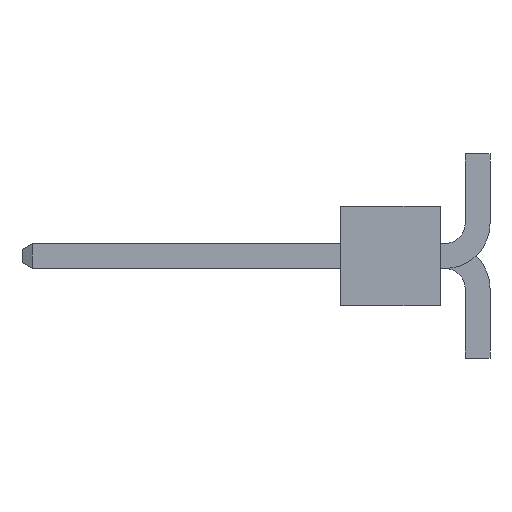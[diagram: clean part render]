
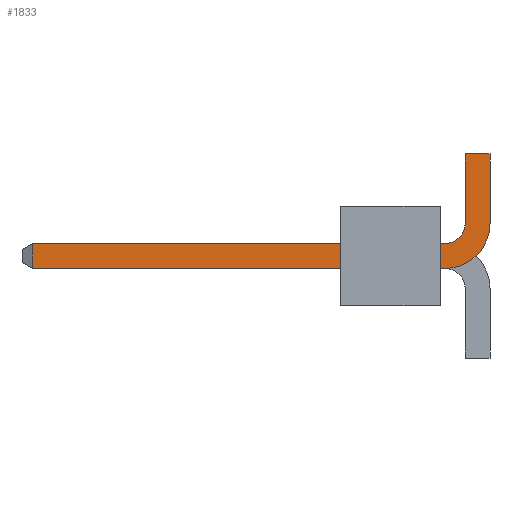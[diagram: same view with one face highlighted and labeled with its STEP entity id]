
A CAD part, left-side view. The second image highlights one B-rep face of the part: STEP entity #1833.
In plain terms, the highlighted planar face has unit normal (-1, 0, 0).
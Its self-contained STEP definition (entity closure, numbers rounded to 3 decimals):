
#16 = EDGE_CURVE ( 'NONE', #2369, #352, #463, .T. ) ;
#46 = VERTEX_POINT ( 'NONE', #2361 ) ;
#74 = ORIENTED_EDGE ( 'NONE', *, *, #552, .F. ) ;
#210 = LINE ( 'NONE', #1086, #1974 ) ;
#212 = VERTEX_POINT ( 'NONE', #230 ) ;
#221 = CARTESIAN_POINT ( 'NONE',  ( -2.857, 2.667, 0.318 ) ) ;
#230 = CARTESIAN_POINT ( 'NONE',  ( -2.857, 2.54, -0.318 ) ) ;
#300 = DIRECTION ( 'NONE',  ( 0., 0., -1. ) ) ;
#309 = VECTOR ( 'NONE', #1385, 1000. ) ;
#331 = DIRECTION ( 'NONE',  ( -1., 0., 0. ) ) ;
#332 = CARTESIAN_POINT ( 'NONE',  ( -2.857, 2.54, -0.368 ) ) ;
#346 = ORIENTED_EDGE ( 'NONE', *, *, #642, .F. ) ;
#350 = DIRECTION ( 'NONE',  ( 0., -1., 0. ) ) ;
#352 = VERTEX_POINT ( 'NONE', #1825 ) ;
#370 = DIRECTION ( 'NONE',  ( 0., 0., -1. ) ) ;
#387 = LINE ( 'NONE', #332, #2826 ) ;
#388 = AXIS2_PLACEMENT_3D ( 'NONE', #1056, #2652, #2204 ) ;
#420 = CARTESIAN_POINT ( 'NONE',  ( -2.857, 0., 2.603 ) ) ;
#423 = EDGE_CURVE ( 'NONE', #46, #2209, #1531, .T. ) ;
#439 = CARTESIAN_POINT ( 'NONE',  ( -2.857, 2.54, 0.368 ) ) ;
#443 = EDGE_CURVE ( 'NONE', #1958, #2157, #2641, .T. ) ;
#463 = LINE ( 'NONE', #2850, #2304 ) ;
#491 = VERTEX_POINT ( 'NONE', #1650 ) ;
#546 = LINE ( 'NONE', #2028, #1722 ) ;
#552 = EDGE_CURVE ( 'NONE', #674, #212, #905, .T. ) ;
#574 = DIRECTION ( 'NONE',  ( 0., 0., -1. ) ) ;
#577 = PLANE ( 'NONE',  #1889 ) ;
#579 = VECTOR ( 'NONE', #574, 1000. ) ;
#585 = EDGE_CURVE ( 'NONE', #1527, #46, #1273, .T. ) ;
#617 = CARTESIAN_POINT ( 'NONE',  ( -2.857, 1.143, -0.318 ) ) ;
#642 = EDGE_CURVE ( 'NONE', #2157, #1608, #2180, .T. ) ;
#652 = EDGE_CURVE ( 'NONE', #2075, #2209, #2467, .T. ) ;
#656 = VECTOR ( 'NONE', #1489, 1000. ) ;
#674 = VERTEX_POINT ( 'NONE', #617 ) ;
#707 = VERTEX_POINT ( 'NONE', #1319 ) ;
#788 = CARTESIAN_POINT ( 'NONE',  ( -2.857, 11.938, 0.318 ) ) ;
#791 = DIRECTION ( 'NONE',  ( 0., 0., 1. ) ) ;
#805 = ORIENTED_EDGE ( 'NONE', *, *, #1633, .F. ) ;
#816 = CARTESIAN_POINT ( 'NONE',  ( -2.857, 0., 0. ) ) ;
#822 = CARTESIAN_POINT ( 'NONE',  ( -2.857, 2.667, -0.318 ) ) ;
#834 = ORIENTED_EDGE ( 'NONE', *, *, #585, .F. ) ;
#873 = CARTESIAN_POINT ( 'NONE',  ( -2.857, 2.54, 0.368 ) ) ;
#905 = LINE ( 'NONE', #1112, #656 ) ;
#989 = CARTESIAN_POINT ( 'NONE',  ( -2.857, 0.635, 2.603 ) ) ;
#997 = EDGE_CURVE ( 'NONE', #212, #491, #2295, .T. ) ;
#998 = VECTOR ( 'NONE', #2675, 1000. ) ;
#1049 = VECTOR ( 'NONE', #791, 1000. ) ;
#1056 = CARTESIAN_POINT ( 'NONE',  ( -2.857, 1.143, 0.825 ) ) ;
#1062 = CARTESIAN_POINT ( 'NONE',  ( -2.857, 0.635, 2.603 ) ) ;
#1086 = CARTESIAN_POINT ( 'NONE',  ( -2.857, 11.678, 0. ) ) ;
#1112 = CARTESIAN_POINT ( 'NONE',  ( -2.857, 1.143, -0.318 ) ) ;
#1127 = CARTESIAN_POINT ( 'NONE',  ( -2.857, 0., 2.603 ) ) ;
#1164 = CARTESIAN_POINT ( 'NONE',  ( -2.857, 2.667, -0.368 ) ) ;
#1222 = CARTESIAN_POINT ( 'NONE',  ( -2.857, 11.678, 0.318 ) ) ;
#1256 = DIRECTION ( 'NONE',  ( 1., 0., 0. ) ) ;
#1266 = CARTESIAN_POINT ( 'NONE',  ( -2.857, 11.938, 0.318 ) ) ;
#1273 = LINE ( 'NONE', #439, #579 ) ;
#1285 = ORIENTED_EDGE ( 'NONE', *, *, #1745, .F. ) ;
#1314 = ORIENTED_EDGE ( 'NONE', *, *, #652, .T. ) ;
#1316 = DIRECTION ( 'NONE',  ( 0., 0., -1. ) ) ;
#1318 = ORIENTED_EDGE ( 'NONE', *, *, #2847, .F. ) ;
#1319 = CARTESIAN_POINT ( 'NONE',  ( -2.857, 2.667, -0.368 ) ) ;
#1342 = CARTESIAN_POINT ( 'NONE',  ( -2.857, 1.143, -0.318 ) ) ;
#1359 = EDGE_CURVE ( 'NONE', #674, #1608, #2260, .T. ) ;
#1385 = DIRECTION ( 'NONE',  ( 0., 0., 1. ) ) ;
#1394 = EDGE_LOOP ( 'NONE', ( #1285, #2439, #2346, #805, #2606, #1870, #74, #1792, #346, #2318, #1318, #1314, #2347, #834, #2614, #2127 ) ) ;
#1402 = VECTOR ( 'NONE', #2338, 1000. ) ;
#1432 = EDGE_CURVE ( 'NONE', #352, #1527, #546, .T. ) ;
#1489 = DIRECTION ( 'NONE',  ( 0., 1., 0. ) ) ;
#1527 = VERTEX_POINT ( 'NONE', #2016 ) ;
#1531 = LINE ( 'NONE', #788, #1402 ) ;
#1581 = DIRECTION ( 'NONE',  ( 0., -1., 0. ) ) ;
#1608 = VERTEX_POINT ( 'NONE', #2341 ) ;
#1633 = EDGE_CURVE ( 'NONE', #707, #2233, #2428, .T. ) ;
#1642 = VERTEX_POINT ( 'NONE', #1222 ) ;
#1645 = LINE ( 'NONE', #2563, #1049 ) ;
#1650 = CARTESIAN_POINT ( 'NONE',  ( -2.857, 2.54, -0.368 ) ) ;
#1690 = VECTOR ( 'NONE', #2646, 1000. ) ;
#1722 = VECTOR ( 'NONE', #1581, 1000. ) ;
#1745 = EDGE_CURVE ( 'NONE', #1642, #2369, #2779, .T. ) ;
#1792 = ORIENTED_EDGE ( 'NONE', *, *, #1359, .T. ) ;
#1825 = CARTESIAN_POINT ( 'NONE',  ( -2.857, 2.667, 0.368 ) ) ;
#1833 = ADVANCED_FACE ( 'NONE', ( #1943 ), #577, .F. ) ;
#1838 = CARTESIAN_POINT ( 'NONE',  ( -2.857, 1.143, 0.825 ) ) ;
#1860 = EDGE_CURVE ( 'NONE', #1642, #2382, #210, .T. ) ;
#1870 = ORIENTED_EDGE ( 'NONE', *, *, #997, .F. ) ;
#1886 = DIRECTION ( 'NONE',  ( 0., 1., 0. ) ) ;
#1889 = AXIS2_PLACEMENT_3D ( 'NONE', #816, #1256, #370 ) ;
#1894 = DIRECTION ( 'NONE',  ( 0., -1., 0. ) ) ;
#1943 = FACE_OUTER_BOUND ( 'NONE', #1394, .T. ) ;
#1958 = VERTEX_POINT ( 'NONE', #1062 ) ;
#1974 = VECTOR ( 'NONE', #1316, 1000. ) ;
#2016 = CARTESIAN_POINT ( 'NONE',  ( -2.857, 2.54, 0.368 ) ) ;
#2028 = CARTESIAN_POINT ( 'NONE',  ( -2.857, 2.667, 0.368 ) ) ;
#2075 = VERTEX_POINT ( 'NONE', #2195 ) ;
#2127 = ORIENTED_EDGE ( 'NONE', *, *, #16, .F. ) ;
#2157 = VERTEX_POINT ( 'NONE', #420 ) ;
#2177 = DIRECTION ( 'NONE',  ( 0., 0., 1. ) ) ;
#2180 = LINE ( 'NONE', #1127, #998 ) ;
#2195 = CARTESIAN_POINT ( 'NONE',  ( -2.857, 0.635, 0.825 ) ) ;
#2200 = CARTESIAN_POINT ( 'NONE',  ( -2.857, 11.678, -0.318 ) ) ;
#2204 = DIRECTION ( 'NONE',  ( 0., 0., -1. ) ) ;
#2209 = VERTEX_POINT ( 'NONE', #2833 ) ;
#2233 = VERTEX_POINT ( 'NONE', #822 ) ;
#2248 = LINE ( 'NONE', #1342, #2613 ) ;
#2260 = CIRCLE ( 'NONE', #2284, 1.143 ) ;
#2284 = AXIS2_PLACEMENT_3D ( 'NONE', #1838, #331, #300 ) ;
#2295 = LINE ( 'NONE', #873, #1690 ) ;
#2304 = VECTOR ( 'NONE', #2177, 1000. ) ;
#2318 = ORIENTED_EDGE ( 'NONE', *, *, #443, .F. ) ;
#2338 = DIRECTION ( 'NONE',  ( 0., -1., 0. ) ) ;
#2340 = EDGE_CURVE ( 'NONE', #2233, #2382, #2248, .T. ) ;
#2341 = CARTESIAN_POINT ( 'NONE',  ( -2.857, 0., 0.825 ) ) ;
#2346 = ORIENTED_EDGE ( 'NONE', *, *, #2340, .F. ) ;
#2347 = ORIENTED_EDGE ( 'NONE', *, *, #423, .F. ) ;
#2361 = CARTESIAN_POINT ( 'NONE',  ( -2.857, 2.54, 0.318 ) ) ;
#2369 = VERTEX_POINT ( 'NONE', #221 ) ;
#2382 = VERTEX_POINT ( 'NONE', #2200 ) ;
#2428 = LINE ( 'NONE', #1164, #309 ) ;
#2439 = ORIENTED_EDGE ( 'NONE', *, *, #1860, .T. ) ;
#2467 = CIRCLE ( 'NONE', #388, 0.508 ) ;
#2537 = VECTOR ( 'NONE', #1894, 1000. ) ;
#2563 = CARTESIAN_POINT ( 'NONE',  ( -2.857, 0.635, 0.825 ) ) ;
#2599 = VECTOR ( 'NONE', #350, 1000. ) ;
#2606 = ORIENTED_EDGE ( 'NONE', *, *, #2789, .F. ) ;
#2613 = VECTOR ( 'NONE', #2661, 1000. ) ;
#2614 = ORIENTED_EDGE ( 'NONE', *, *, #1432, .F. ) ;
#2641 = LINE ( 'NONE', #989, #2537 ) ;
#2646 = DIRECTION ( 'NONE',  ( 0., 0., -1. ) ) ;
#2652 = DIRECTION ( 'NONE',  ( 1., 0., 0. ) ) ;
#2661 = DIRECTION ( 'NONE',  ( 0., 1., 0. ) ) ;
#2675 = DIRECTION ( 'NONE',  ( 0., 0., -1. ) ) ;
#2779 = LINE ( 'NONE', #1266, #2599 ) ;
#2789 = EDGE_CURVE ( 'NONE', #491, #707, #387, .T. ) ;
#2826 = VECTOR ( 'NONE', #1886, 1000. ) ;
#2833 = CARTESIAN_POINT ( 'NONE',  ( -2.857, 1.143, 0.318 ) ) ;
#2847 = EDGE_CURVE ( 'NONE', #2075, #1958, #1645, .T. ) ;
#2850 = CARTESIAN_POINT ( 'NONE',  ( -2.857, 2.667, -0.368 ) ) ;
